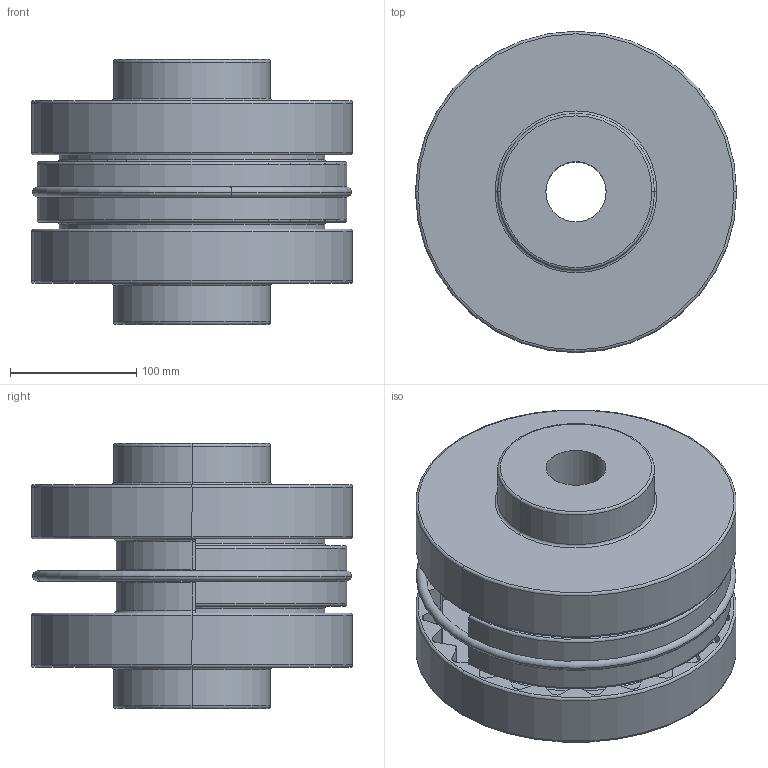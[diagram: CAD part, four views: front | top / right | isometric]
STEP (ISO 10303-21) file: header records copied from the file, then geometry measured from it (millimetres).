
FILE_DESCRIPTION((''),'2;1');
FILE_NAME('SF-12S-12E_ASM','2013-04-03T',('ppetruska'),(''),'PRO/ENGINEER BY PARAMETRIC TECHNOLOGY CORPORATION, 2012480','PRO/ENGINEER BY PARAMETRIC TECHNOLOGY CORPORATION, 2012480','');
FILE_SCHEMA(('CONFIG_CONTROL_DESIGN'));
Length unit declared in the file: millimetre
Products named in the file (4): 12-RING; 12E-SLEEVE; 12S-FLANGE; SF-12S-12E_ASM
Assembly tree (4 placements, depth 2):
  SF-12S-12E_ASM
    12-RING
    12E-SLEEVE
    12S-FLANGE  x2
Bounding box: 254 x 254 x 209.6 mm (x, y, z)
Volume: 5372143.5 mm3; surface area: 601967.3 mm2
Topology: 4 solids, 4 shells, 933 faces, 2729 edges, 1810 vertices
Faces by surface type: cylinder 613, plane 284, torus 36
Entity records: 21163 total; most frequent: CARTESIAN_POINT 4449, DIRECTION 3752, ORIENTED_EDGE 3490, EDGE_CURVE 1745, AXIS2_PLACEMENT_3D 1420, VERTEX_POINT 1158, VECTOR 912, LINE 912
